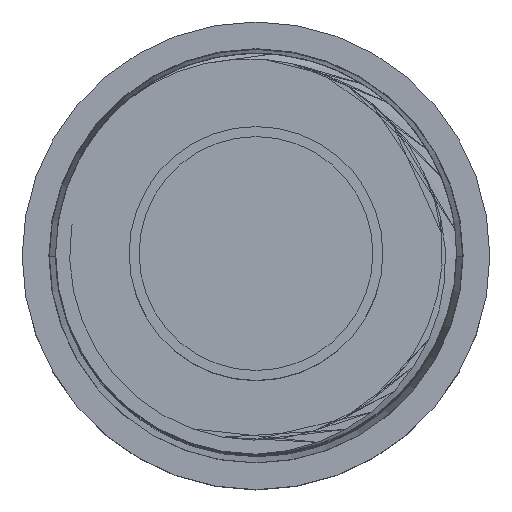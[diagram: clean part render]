
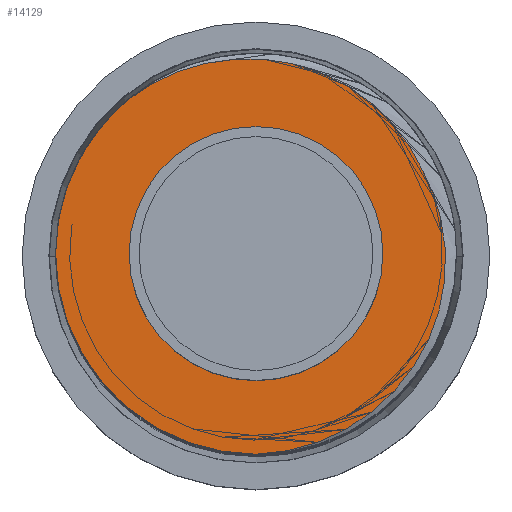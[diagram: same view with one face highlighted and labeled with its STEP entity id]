
A CAD part, top view. The second image highlights one B-rep face of the part: STEP entity #14129.
In plain terms, the highlighted planar face has unit normal (0, 0, 1).
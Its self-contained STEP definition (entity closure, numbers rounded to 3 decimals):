
#500 = CARTESIAN_POINT ( 'NONE',  ( 1.801, -2.325, 23. ) ) ;
#562 = CARTESIAN_POINT ( 'NONE',  ( 0.96, -2.818, 23. ) ) ;
#741 = VERTEX_POINT ( 'NONE', #8937 ) ;
#765 = VERTEX_POINT ( 'NONE', #5155 ) ;
#879 = VERTEX_POINT ( 'NONE', #15557 ) ;
#965 = CARTESIAN_POINT ( 'NONE',  ( 1.552, 2.402, 23. ) ) ;
#1359 = ORIENTED_EDGE ( 'NONE', *, *, #3163, .T. ) ;
#1861 = CARTESIAN_POINT ( 'NONE',  ( 2.147, -1.984, 23. ) ) ;
#2029 = CIRCLE ( 'NONE', #12615, 1.9 ) ;
#2164 = CARTESIAN_POINT ( 'NONE',  ( 2.419, 1.423, 23. ) ) ;
#2226 = DIRECTION ( 'NONE',  ( 0., 0., 1. ) ) ;
#2274 = CIRCLE ( 'NONE', #13314, 1.9 ) ;
#2280 = CARTESIAN_POINT ( 'NONE',  ( 0.339, 2.894, 23. ) ) ;
#2357 = VERTEX_POINT ( 'NONE', #12467 ) ;
#2476 = DIRECTION ( 'NONE',  ( 1., 0., 0. ) ) ;
#2545 = FACE_BOUND ( 'NONE', #2649, .T. ) ;
#2649 = EDGE_LOOP ( 'NONE', ( #8559, #4084 ) ) ;
#3014 = CARTESIAN_POINT ( 'NONE',  ( 1.606, -2.475, 23. ) ) ;
#3163 = EDGE_CURVE ( 'NONE', #15172, #6987, #3498, .T. ) ;
#3177 = CARTESIAN_POINT ( 'NONE',  ( 2.508, 1.22, 23. ) ) ;
#3355 = CARTESIAN_POINT ( 'NONE',  ( -0.316, 2.921, 23. ) ) ;
#3468 = CARTESIAN_POINT ( 'NONE',  ( -1.932, 2.295, 23. ) ) ;
#3498 = CIRCLE ( 'NONE', #16016, 3. ) ;
#3570 = CARTESIAN_POINT ( 'NONE',  ( -1.758, 2.43, 23. ) ) ;
#3890 = DIRECTION ( 'NONE',  ( 0., 0., 1. ) ) ;
#4038 = ORIENTED_EDGE ( 'NONE', *, *, #10119, .T. ) ;
#4084 = ORIENTED_EDGE ( 'NONE', *, *, #16370, .F. ) ;
#4162 = FACE_OUTER_BOUND ( 'NONE', #10500, .T. ) ;
#5155 = CARTESIAN_POINT ( 'NONE',  ( 2.508, 1.22, 23. ) ) ;
#5656 = CARTESIAN_POINT ( 'NONE',  ( -3., 0., 23. ) ) ;
#5723 = CARTESIAN_POINT ( 'NONE',  ( 2.623, 1.002, 23. ) ) ;
#5806 = CARTESIAN_POINT ( 'NONE',  ( 0., 0., 23. ) ) ;
#6021 = CARTESIAN_POINT ( 'NONE',  ( 0.122, 2.919, 23. ) ) ;
#6075 = CARTESIAN_POINT ( 'NONE',  ( 0.767, 2.793, 23. ) ) ;
#6853 = CARTESIAN_POINT ( 'NONE',  ( 2.653, -1.148, 23. ) ) ;
#6967 = CARTESIAN_POINT ( 'NONE',  ( 2.71, 0.77, 23. ) ) ;
#6968 = DIRECTION ( 'NONE',  ( 0., 0., 1. ) ) ;
#6987 = VERTEX_POINT ( 'NONE', #8023 ) ;
#7282 = CARTESIAN_POINT ( 'NONE',  ( 0.975, 2.718, 23. ) ) ;
#7832 = B_SPLINE_CURVE_WITH_KNOTS ( 'NONE', 3,
 ( #13818, #2164, #8561, #15014, #13761, #965, #10014, #7282, #6075, #2280, #6021, #3355, #12401, #11320, #8672, #9912, #3570, #3468 ),
 .UNSPECIFIED., .F., .F.,
 ( 4, 2, 2, 2, 2, 2, 2, 2, 4 ),
 ( 0., 0.001, 0.001, 0.002, 0.003, 0.003, 0.004, 0.005, 0.005 ),
 .UNSPECIFIED. ) ;
#7905 = DIRECTION ( 'NONE',  ( 0., 0., 1. ) ) ;
#8023 = CARTESIAN_POINT ( 'NONE',  ( 0., -3., 23. ) ) ;
#8139 = B_SPLINE_CURVE_WITH_KNOTS ( 'NONE', 3,
 ( #9220, #15627, #8207, #562, #9603, #3014, #500, #1861, #9496, #14604, #6853, #16086, #12160, #13397, #10903, #6967, #5723, #3177 ),
 .UNSPECIFIED., .F., .F.,
 ( 4, 2, 2, 2, 2, 2, 2, 2, 4 ),
 ( 0., 0.001, 0.001, 0.002, 0.003, 0.004, 0.004, 0.005, 0.006 ),
 .UNSPECIFIED. ) ;
#8207 = CARTESIAN_POINT ( 'NONE',  ( 0.491, -2.953, 23. ) ) ;
#8453 = DIRECTION ( 'NONE',  ( 1., 0., 0. ) ) ;
#8559 = ORIENTED_EDGE ( 'NONE', *, *, #8903, .F. ) ;
#8561 = CARTESIAN_POINT ( 'NONE',  ( 2.306, 1.613, 23. ) ) ;
#8672 = CARTESIAN_POINT ( 'NONE',  ( -1.173, 2.731, 23. ) ) ;
#8838 = EDGE_CURVE ( 'NONE', #765, #2357, #7832, .T. ) ;
#8903 = EDGE_CURVE ( 'NONE', #741, #879, #2274, .T. ) ;
#8937 = CARTESIAN_POINT ( 'NONE',  ( -1.9, 0., 23. ) ) ;
#9166 = EDGE_CURVE ( 'NONE', #2357, #15172, #12168, .T. ) ;
#9198 = DIRECTION ( 'NONE',  ( 1., 0., 0. ) ) ;
#9220 = CARTESIAN_POINT ( 'NONE',  ( 0., -3., 23. ) ) ;
#9496 = CARTESIAN_POINT ( 'NONE',  ( 2.301, -1.788, 23. ) ) ;
#9603 = CARTESIAN_POINT ( 'NONE',  ( 1.183, -2.722, 23. ) ) ;
#9912 = CARTESIAN_POINT ( 'NONE',  ( -1.571, 2.545, 23. ) ) ;
#9965 = CARTESIAN_POINT ( 'NONE',  ( 0., 0., 23. ) ) ;
#10014 = CARTESIAN_POINT ( 'NONE',  ( 1.366, 2.523, 23. ) ) ;
#10119 = EDGE_CURVE ( 'NONE', #6987, #765, #8139, .T. ) ;
#10500 = EDGE_LOOP ( 'NONE', ( #4038, #12273, #13168, #1359 ) ) ;
#10732 = DIRECTION ( 'NONE',  ( 1., 0., 0. ) ) ;
#10903 = CARTESIAN_POINT ( 'NONE',  ( 2.82, 0.296, 23. ) ) ;
#11261 = DIRECTION ( 'NONE',  ( 1., 0., 0. ) ) ;
#11320 = CARTESIAN_POINT ( 'NONE',  ( -0.963, 2.803, 23. ) ) ;
#12160 = CARTESIAN_POINT ( 'NONE',  ( 2.83, -0.438, 23. ) ) ;
#12168 = CIRCLE ( 'NONE', #15619, 3. ) ;
#12273 = ORIENTED_EDGE ( 'NONE', *, *, #8838, .T. ) ;
#12401 = CARTESIAN_POINT ( 'NONE',  ( -0.537, 2.897, 23. ) ) ;
#12467 = CARTESIAN_POINT ( 'NONE',  ( -1.932, 2.295, 23. ) ) ;
#12615 = AXIS2_PLACEMENT_3D ( 'NONE', #15377, #3890, #2476 ) ;
#13168 = ORIENTED_EDGE ( 'NONE', *, *, #9166, .T. ) ;
#13314 = AXIS2_PLACEMENT_3D ( 'NONE', #9965, #2226, #11261 ) ;
#13397 = CARTESIAN_POINT ( 'NONE',  ( 2.845, 0.051, 23. ) ) ;
#13761 = CARTESIAN_POINT ( 'NONE',  ( 1.889, 2.122, 23. ) ) ;
#13818 = CARTESIAN_POINT ( 'NONE',  ( 2.508, 1.22, 23. ) ) ;
#14129 = ADVANCED_FACE ( 'NONE', ( #2545, #4162 ), #16229, .T. ) ;
#14604 = CARTESIAN_POINT ( 'NONE',  ( 2.553, -1.372, 23. ) ) ;
#15014 = CARTESIAN_POINT ( 'NONE',  ( 2.04, 1.964, 23. ) ) ;
#15172 = VERTEX_POINT ( 'NONE', #5656 ) ;
#15377 = CARTESIAN_POINT ( 'NONE',  ( 0., 0., 23. ) ) ;
#15404 = AXIS2_PLACEMENT_3D ( 'NONE', #5806, #16058, #8453 ) ;
#15557 = CARTESIAN_POINT ( 'NONE',  ( 1.9, 0., 23. ) ) ;
#15619 = AXIS2_PLACEMENT_3D ( 'NONE', #15910, #6968, #10732 ) ;
#15627 = CARTESIAN_POINT ( 'NONE',  ( 0.246, -2.992, 23. ) ) ;
#15659 = CARTESIAN_POINT ( 'NONE',  ( 0., 0., 23. ) ) ;
#15910 = CARTESIAN_POINT ( 'NONE',  ( 0., 0., 23. ) ) ;
#16016 = AXIS2_PLACEMENT_3D ( 'NONE', #15659, #7905, #9198 ) ;
#16058 = DIRECTION ( 'NONE',  ( 0., 0., 1. ) ) ;
#16086 = CARTESIAN_POINT ( 'NONE',  ( 2.792, -0.678, 23. ) ) ;
#16229 = PLANE ( 'NONE',  #15404 ) ;
#16370 = EDGE_CURVE ( 'NONE', #879, #741, #2029, .T. ) ;
